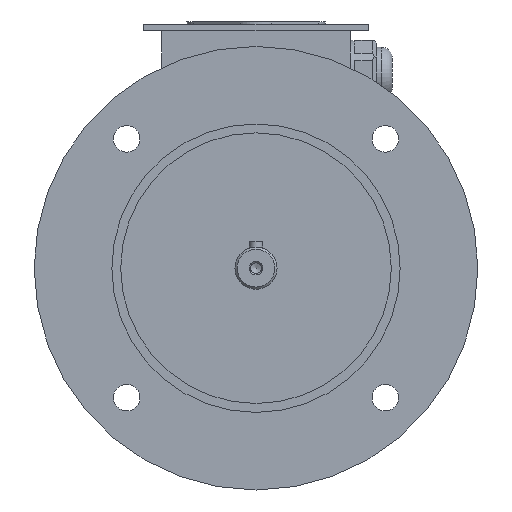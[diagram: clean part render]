
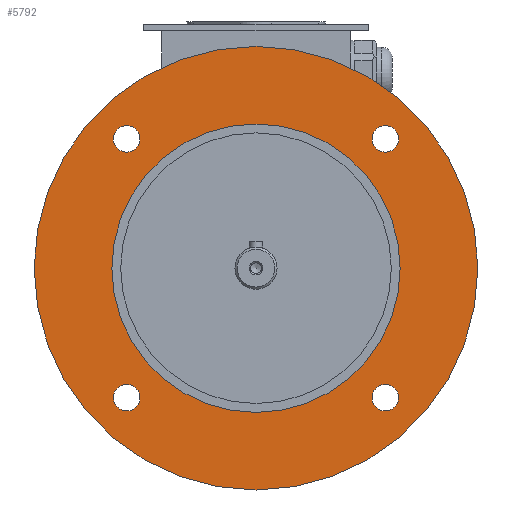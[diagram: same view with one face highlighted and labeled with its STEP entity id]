
A CAD part, front view. The second image highlights one B-rep face of the part: STEP entity #5792.
In plain terms, the highlighted planar face has unit normal (0, -1, 0).
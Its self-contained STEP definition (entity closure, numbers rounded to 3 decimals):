
#189=CIRCLE('',#6047,65.);
#196=CIRCLE('',#6057,100.);
#197=CIRCLE('',#6059,6.);
#198=CIRCLE('',#6060,6.);
#199=CIRCLE('',#6061,6.);
#200=CIRCLE('',#6062,6.);
#393=ORIENTED_EDGE('',*,*,#1628,.F.);
#394=ORIENTED_EDGE('',*,*,#1629,.F.);
#395=ORIENTED_EDGE('',*,*,#1630,.F.);
#396=ORIENTED_EDGE('',*,*,#1631,.F.);
#397=ORIENTED_EDGE('',*,*,#1627,.F.);
#398=ORIENTED_EDGE('',*,*,#1620,.T.);
#1620=EDGE_CURVE('',#2239,#2239,#189,.T.);
#1627=EDGE_CURVE('',#2246,#2246,#196,.T.);
#1628=EDGE_CURVE('',#2247,#2247,#197,.T.);
#1629=EDGE_CURVE('',#2248,#2248,#198,.T.);
#1630=EDGE_CURVE('',#2249,#2249,#199,.T.);
#1631=EDGE_CURVE('',#2250,#2250,#200,.T.);
#2239=VERTEX_POINT('',#7787);
#2246=VERTEX_POINT('',#7804);
#2247=VERTEX_POINT('',#7807);
#2248=VERTEX_POINT('',#7809);
#2249=VERTEX_POINT('',#7811);
#2250=VERTEX_POINT('',#7813);
#3393=EDGE_LOOP('',(#393));
#3394=EDGE_LOOP('',(#394));
#3395=EDGE_LOOP('',(#395));
#3396=EDGE_LOOP('',(#396));
#3397=EDGE_LOOP('',(#397));
#3398=EDGE_LOOP('',(#398));
#3677=FACE_BOUND('',#3393,.T.);
#3678=FACE_BOUND('',#3394,.T.);
#3679=FACE_BOUND('',#3395,.T.);
#3680=FACE_BOUND('',#3396,.T.);
#3681=FACE_BOUND('',#3397,.T.);
#3682=FACE_BOUND('',#3398,.T.);
#3946=PLANE('',#6058);
#5792=ADVANCED_FACE('',(#3677,#3678,#3679,#3680,#3681,#3682),#3946,.F.);
#6047=AXIS2_PLACEMENT_3D('',#7786,#6524,#6525);
#6057=AXIS2_PLACEMENT_3D('',#7803,#6544,#6545);
#6058=AXIS2_PLACEMENT_3D('',#7805,#6546,#6547);
#6059=AXIS2_PLACEMENT_3D('',#7806,#6548,#6549);
#6060=AXIS2_PLACEMENT_3D('',#7808,#6550,#6551);
#6061=AXIS2_PLACEMENT_3D('',#7810,#6552,#6553);
#6062=AXIS2_PLACEMENT_3D('',#7812,#6554,#6555);
#6524=DIRECTION('',(0.,1.,0.));
#6525=DIRECTION('',(0.,0.,1.));
#6544=DIRECTION('',(0.,1.,0.));
#6545=DIRECTION('',(1.,0.,0.));
#6546=DIRECTION('',(0.,1.,0.));
#6547=DIRECTION('',(0.,0.,1.));
#6548=DIRECTION('',(0.,-1.,0.));
#6549=DIRECTION('',(1.,0.,0.));
#6550=DIRECTION('',(0.,-1.,0.));
#6551=DIRECTION('',(1.,0.,0.));
#6552=DIRECTION('',(0.,-1.,0.));
#6553=DIRECTION('',(1.,0.,0.));
#6554=DIRECTION('',(0.,-1.,0.));
#6555=DIRECTION('',(1.,0.,0.));
#7786=CARTESIAN_POINT('',(0.,-25.,0.));
#7787=CARTESIAN_POINT('',(0.,-25.,65.));
#7803=CARTESIAN_POINT('',(0.,-25.,0.));
#7804=CARTESIAN_POINT('',(100.,-25.,0.));
#7805=CARTESIAN_POINT('',(0.,-25.,0.));
#7806=CARTESIAN_POINT('',(-58.336,-25.,-58.336));
#7807=CARTESIAN_POINT('',(-52.336,-25.,-58.336));
#7808=CARTESIAN_POINT('',(58.336,-25.,-58.336));
#7809=CARTESIAN_POINT('',(64.336,-25.,-58.336));
#7810=CARTESIAN_POINT('',(58.336,-25.,58.336));
#7811=CARTESIAN_POINT('',(64.336,-25.,58.336));
#7812=CARTESIAN_POINT('',(-58.336,-25.,58.336));
#7813=CARTESIAN_POINT('',(-52.336,-25.,58.336));
